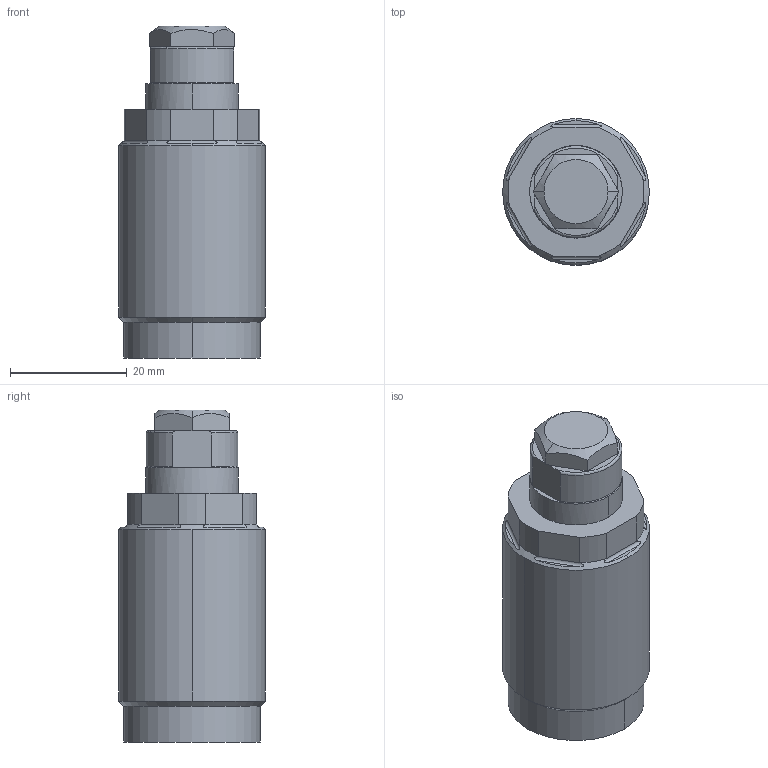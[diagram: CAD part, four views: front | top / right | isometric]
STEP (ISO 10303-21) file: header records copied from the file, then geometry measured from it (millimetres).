
FILE_DESCRIPTION((''),'2;1');
FILE_NAME('ILC10070604','2012-10-18T',('jdw'),(''),'PRO/ENGINEER BY PARAMETRIC TECHNOLOGY CORPORATION, 2007460','PRO/ENGINEER BY PARAMETRIC TECHNOLOGY CORPORATION, 2007460','');
FILE_SCHEMA(('AUTOMOTIVE_DESIGN_CC2 { 1 2 10303 214 -1 1 5 2 }'));
Length unit declared in the file: inch
Products named in the file (1): ILC10070604
Bounding box: 25.15 x 25.15 x 56.9 mm (x, y, z)
Volume: 22563.1 mm3; surface area: 5039.6 mm2
Topology: 1 solids, 2 shells, 63 faces, 150 edges, 92 vertices
Faces by surface type: plane 31, cylinder 22, cone 6, torus 4
Entity records: 2266 total; most frequent: CARTESIAN_POINT 655, DIRECTION 302, ORIENTED_EDGE 300, EDGE_CURVE 150, AXIS2_PLACEMENT_3D 115, COLOUR_RGB 106, VERTEX_POINT 92, VECTOR 72
